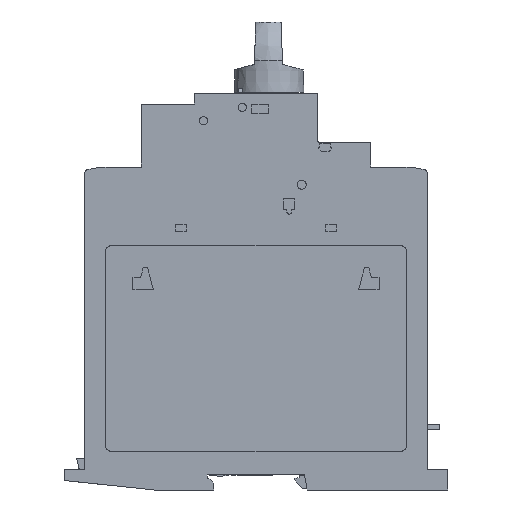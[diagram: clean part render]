
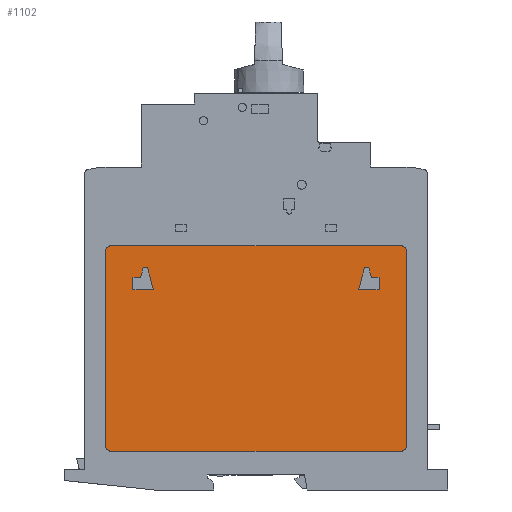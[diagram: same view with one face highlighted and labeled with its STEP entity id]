
A CAD part, left-side view. The second image highlights one B-rep face of the part: STEP entity #1102.
In plain terms, the highlighted planar face has unit normal (-1, 0, 0).
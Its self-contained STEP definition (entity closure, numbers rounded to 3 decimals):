
#1102 = ADVANCED_FACE( '', ( #3082, #3083, #3084 ), #3085, .T. );
#3082 = FACE_OUTER_BOUND( '', #6016, .T. );
#3083 = FACE_BOUND( '', #6017, .T. );
#3084 = FACE_BOUND( '', #6018, .T. );
#3085 = PLANE( '', #6019 );
#6016 = EDGE_LOOP( '', ( #9407, #9408, #9409, #9410, #9411, #9412, #9413, #9414 ) );
#6017 = EDGE_LOOP( '', ( #9415, #9416, #9417, #9418, #9419, #9420 ) );
#6018 = EDGE_LOOP( '', ( #9421, #9422, #9423, #9424, #9425, #9426 ) );
#6019 = AXIS2_PLACEMENT_3D( '', #9427, #9428, #9429 );
#9407 = ORIENTED_EDGE( '', *, *, #18188, .T. );
#9408 = ORIENTED_EDGE( '', *, *, #18189, .T. );
#9409 = ORIENTED_EDGE( '', *, *, #18190, .T. );
#9410 = ORIENTED_EDGE( '', *, *, #18191, .T. );
#9411 = ORIENTED_EDGE( '', *, *, #18192, .T. );
#9412 = ORIENTED_EDGE( '', *, *, #18193, .T. );
#9413 = ORIENTED_EDGE( '', *, *, #18194, .T. );
#9414 = ORIENTED_EDGE( '', *, *, #18195, .T. );
#9415 = ORIENTED_EDGE( '', *, *, #18196, .F. );
#9416 = ORIENTED_EDGE( '', *, *, #17842, .F. );
#9417 = ORIENTED_EDGE( '', *, *, #18197, .F. );
#9418 = ORIENTED_EDGE( '', *, *, #17793, .F. );
#9419 = ORIENTED_EDGE( '', *, *, #18198, .F. );
#9420 = ORIENTED_EDGE( '', *, *, #18199, .F. );
#9421 = ORIENTED_EDGE( '', *, *, #18200, .F. );
#9422 = ORIENTED_EDGE( '', *, *, #17854, .F. );
#9423 = ORIENTED_EDGE( '', *, *, #18201, .F. );
#9424 = ORIENTED_EDGE( '', *, *, #18202, .F. );
#9425 = ORIENTED_EDGE( '', *, *, #18083, .F. );
#9426 = ORIENTED_EDGE( '', *, *, #17951, .F. );
#9427 = CARTESIAN_POINT( '', ( -0.2, 17., 87.2 ) );
#9428 = DIRECTION( '', ( -1., 0., 0. ) );
#9429 = DIRECTION( '', ( 0., 0., 1. ) );
#17793 = EDGE_CURVE( '', #21383, #21385, #21386, .T. );
#17842 = EDGE_CURVE( '', #21471, #21473, #21474, .T. );
#17854 = EDGE_CURVE( '', #21492, #21494, #21495, .T. );
#17951 = EDGE_CURVE( '', #21670, #21672, #21673, .T. );
#18083 = EDGE_CURVE( '', #21672, #21914, #21915, .T. );
#18188 = EDGE_CURVE( '', #22100, #22101, #22102, .T. );
#18189 = EDGE_CURVE( '', #22101, #22103, #22104, .T. );
#18190 = EDGE_CURVE( '', #22103, #22105, #22106, .T. );
#18191 = EDGE_CURVE( '', #22105, #22107, #22108, .T. );
#18192 = EDGE_CURVE( '', #22107, #22109, #22110, .T. );
#18193 = EDGE_CURVE( '', #22109, #22111, #22112, .T. );
#18194 = EDGE_CURVE( '', #22111, #22113, #22114, .T. );
#18195 = EDGE_CURVE( '', #22113, #22100, #22115, .T. );
#18196 = EDGE_CURVE( '', #21473, #22116, #22117, .T. );
#18197 = EDGE_CURVE( '', #21385, #21471, #22118, .T. );
#18198 = EDGE_CURVE( '', #22119, #21383, #22120, .T. );
#18199 = EDGE_CURVE( '', #22116, #22119, #22121, .T. );
#18200 = EDGE_CURVE( '', #21494, #21670, #22122, .T. );
#18201 = EDGE_CURVE( '', #22123, #21492, #22124, .T. );
#18202 = EDGE_CURVE( '', #21914, #22123, #22125, .T. );
#21383 = VERTEX_POINT( '', #26705 );
#21385 = VERTEX_POINT( '', #26708 );
#21386 = LINE( '', #26709, #26710 );
#21471 = VERTEX_POINT( '', #26826 );
#21473 = VERTEX_POINT( '', #26829 );
#21474 = LINE( '', #26830, #26831 );
#21492 = VERTEX_POINT( '', #26855 );
#21494 = VERTEX_POINT( '', #26858 );
#21495 = LINE( '', #26859, #26860 );
#21670 = VERTEX_POINT( '', #27126 );
#21672 = VERTEX_POINT( '', #27129 );
#21673 = LINE( '', #27130, #27131 );
#21914 = VERTEX_POINT( '', #27460 );
#21915 = LINE( '', #27461, #27462 );
#22100 = VERTEX_POINT( '', #27720 );
#22101 = VERTEX_POINT( '', #27721 );
#22102 = CIRCLE( '', #27722, 2. );
#22103 = VERTEX_POINT( '', #27723 );
#22104 = LINE( '', #27724, #27725 );
#22105 = VERTEX_POINT( '', #27726 );
#22106 = CIRCLE( '', #27727, 2. );
#22107 = VERTEX_POINT( '', #27728 );
#22108 = LINE( '', #27729, #27730 );
#22109 = VERTEX_POINT( '', #27731 );
#22110 = CIRCLE( '', #27732, 2. );
#22111 = VERTEX_POINT( '', #27733 );
#22112 = LINE( '', #27734, #27735 );
#22113 = VERTEX_POINT( '', #27736 );
#22114 = CIRCLE( '', #27737, 2. );
#22115 = LINE( '', #27738, #27739 );
#22116 = VERTEX_POINT( '', #27740 );
#22117 = LINE( '', #27741, #27742 );
#22118 = LINE( '', #27743, #27744 );
#22119 = VERTEX_POINT( '', #27745 );
#22120 = LINE( '', #27746, #27747 );
#22121 = LINE( '', #27748, #27749 );
#22122 = LINE( '', #27750, #27751 );
#22123 = VERTEX_POINT( '', #27752 );
#22124 = LINE( '', #27753, #27754 );
#22125 = LINE( '', #27755, #27756 );
#26705 = CARTESIAN_POINT( '', ( -0.2, 25.035, 73.2 ) );
#26708 = CARTESIAN_POINT( '', ( -0.2, 25.035, 77.7 ) );
#26709 = CARTESIAN_POINT( '', ( -0.2, 25.035, 73.2 ) );
#26710 = VECTOR( '', #34394, 1000. );
#26826 = CARTESIAN_POINT( '', ( -0.2, 27.855, 77.7 ) );
#26829 = CARTESIAN_POINT( '', ( -0.2, 28.793, 81.2 ) );
#26830 = CARTESIAN_POINT( '', ( -0.2, 27.855, 77.7 ) );
#26831 = VECTOR( '', #34445, 1000. );
#26855 = CARTESIAN_POINT( '', ( -0.2, 109.644, 81.2 ) );
#26858 = CARTESIAN_POINT( '', ( -0.2, 111.207, 81.2 ) );
#26859 = CARTESIAN_POINT( '', ( -0.2, 109.644, 81.2 ) );
#26860 = VECTOR( '', #34456, 1000. );
#27126 = CARTESIAN_POINT( '', ( -0.2, 112.145, 77.7 ) );
#27129 = CARTESIAN_POINT( '', ( -0.2, 114.965, 77.7 ) );
#27130 = CARTESIAN_POINT( '', ( -0.2, 112.145, 77.7 ) );
#27131 = VECTOR( '', #34562, 1000. );
#27460 = CARTESIAN_POINT( '', ( -0.2, 114.965, 73.2 ) );
#27461 = CARTESIAN_POINT( '', ( -0.2, 114.965, 77.7 ) );
#27462 = VECTOR( '', #34732, 1000. );
#27720 = CARTESIAN_POINT( '', ( -0.2, 15., 87.2 ) );
#27721 = CARTESIAN_POINT( '', ( -0.2, 17., 89.2 ) );
#27722 = AXIS2_PLACEMENT_3D( '', #34848, #34849, #34850 );
#27723 = CARTESIAN_POINT( '', ( -0.2, 123., 89.2 ) );
#27724 = CARTESIAN_POINT( '', ( -0.2, 17., 89.2 ) );
#27725 = VECTOR( '', #34851, 1000. );
#27726 = CARTESIAN_POINT( '', ( -0.2, 125., 87.2 ) );
#27727 = AXIS2_PLACEMENT_3D( '', #34852, #34853, #34854 );
#27728 = CARTESIAN_POINT( '', ( -0.2, 125., 16.2 ) );
#27729 = CARTESIAN_POINT( '', ( -0.2, 125., 87.2 ) );
#27730 = VECTOR( '', #34855, 1000. );
#27731 = CARTESIAN_POINT( '', ( -0.2, 123., 14.2 ) );
#27732 = AXIS2_PLACEMENT_3D( '', #34856, #34857, #34858 );
#27733 = CARTESIAN_POINT( '', ( -0.2, 17., 14.2 ) );
#27734 = CARTESIAN_POINT( '', ( -0.2, 123., 14.2 ) );
#27735 = VECTOR( '', #34859, 1000. );
#27736 = CARTESIAN_POINT( '', ( -0.2, 15., 16.2 ) );
#27737 = AXIS2_PLACEMENT_3D( '', #34860, #34861, #34862 );
#27738 = CARTESIAN_POINT( '', ( -0.2, 15., 16.2 ) );
#27739 = VECTOR( '', #34863, 1000. );
#27740 = CARTESIAN_POINT( '', ( -0.2, 30.356, 81.2 ) );
#27741 = CARTESIAN_POINT( '', ( -0.2, 28.793, 81.2 ) );
#27742 = VECTOR( '', #34864, 1000. );
#27743 = CARTESIAN_POINT( '', ( -0.2, 25.035, 77.7 ) );
#27744 = VECTOR( '', #34865, 1000. );
#27745 = CARTESIAN_POINT( '', ( -0.2, 32.5, 73.2 ) );
#27746 = CARTESIAN_POINT( '', ( -0.2, 32.5, 73.2 ) );
#27747 = VECTOR( '', #34866, 1000. );
#27748 = CARTESIAN_POINT( '', ( -0.2, 30.356, 81.2 ) );
#27749 = VECTOR( '', #34867, 1000. );
#27750 = CARTESIAN_POINT( '', ( -0.2, 111.207, 81.2 ) );
#27751 = VECTOR( '', #34868, 1000. );
#27752 = CARTESIAN_POINT( '', ( -0.2, 107.5, 73.2 ) );
#27753 = CARTESIAN_POINT( '', ( -0.2, 107.5, 73.2 ) );
#27754 = VECTOR( '', #34869, 1000. );
#27755 = CARTESIAN_POINT( '', ( -0.2, 114.965, 73.2 ) );
#27756 = VECTOR( '', #34870, 1000. );
#34394 = DIRECTION( '', ( 0., 0., 1. ) );
#34445 = DIRECTION( '', ( 0., 0.259, 0.966 ) );
#34456 = DIRECTION( '', ( 0., 1., 0. ) );
#34562 = DIRECTION( '', ( 0., 1., 0. ) );
#34732 = DIRECTION( '', ( 0., 0., -1. ) );
#34848 = CARTESIAN_POINT( '', ( -0.2, 17., 87.2 ) );
#34849 = DIRECTION( '', ( -1., 0., 0. ) );
#34850 = DIRECTION( '', ( 0., 0., -1. ) );
#34851 = DIRECTION( '', ( 0., 1., 0. ) );
#34852 = CARTESIAN_POINT( '', ( -0.2, 123., 87.2 ) );
#34853 = DIRECTION( '', ( -1., 0., 0. ) );
#34854 = DIRECTION( '', ( 0., 0., -1. ) );
#34855 = DIRECTION( '', ( 0., 0., -1. ) );
#34856 = CARTESIAN_POINT( '', ( -0.2, 123., 16.2 ) );
#34857 = DIRECTION( '', ( -1., 0., 0. ) );
#34858 = DIRECTION( '', ( 0., 0., -1. ) );
#34859 = DIRECTION( '', ( 0., -1., 0. ) );
#34860 = CARTESIAN_POINT( '', ( -0.2, 17., 16.2 ) );
#34861 = DIRECTION( '', ( -1., 0., 0. ) );
#34862 = DIRECTION( '', ( 0., 0., -1. ) );
#34863 = DIRECTION( '', ( 0., 0., 1. ) );
#34864 = DIRECTION( '', ( 0., 1., 0. ) );
#34865 = DIRECTION( '', ( 0., 1., 0. ) );
#34866 = DIRECTION( '', ( 0., -1., 0. ) );
#34867 = DIRECTION( '', ( 0., 0.259, -0.966 ) );
#34868 = DIRECTION( '', ( 0., 0.259, -0.966 ) );
#34869 = DIRECTION( '', ( 0., 0.259, 0.966 ) );
#34870 = DIRECTION( '', ( 0., -1., 0. ) );
